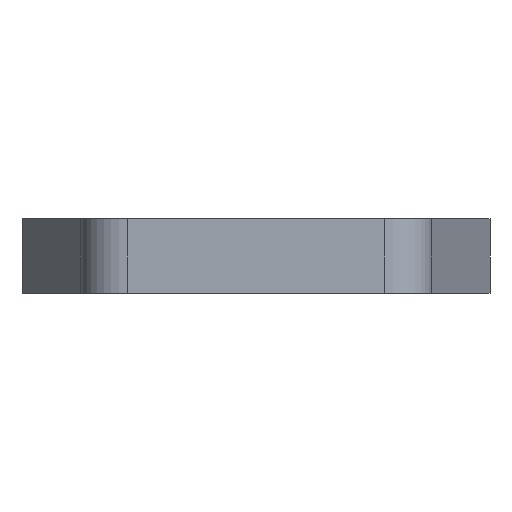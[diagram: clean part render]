
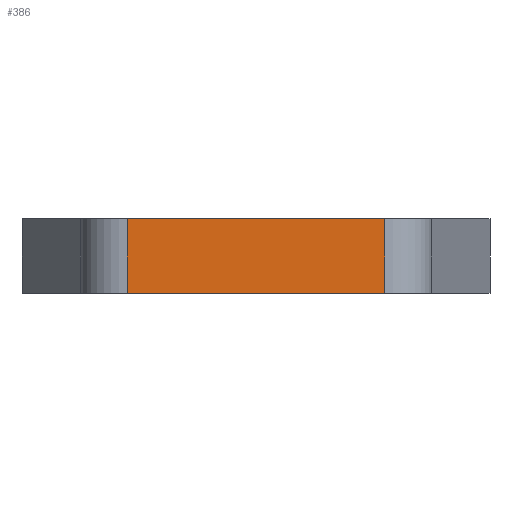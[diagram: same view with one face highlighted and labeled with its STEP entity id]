
A CAD part, front view. The second image highlights one B-rep face of the part: STEP entity #386.
In plain terms, the highlighted planar face has unit normal (0, -1, 0).
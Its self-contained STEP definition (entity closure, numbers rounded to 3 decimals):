
#386=ADVANCED_FACE('',(#525),#479,.T.);
#479=PLANE('',#2106);
#525=FACE_OUTER_BOUND('',#605,.T.);
#605=EDGE_LOOP('',(#867,#868,#869,#870));
#867=ORIENTED_EDGE('',*,*,#1595,.F.);
#868=ORIENTED_EDGE('',*,*,#1596,.T.);
#869=ORIENTED_EDGE('',*,*,#1597,.T.);
#870=ORIENTED_EDGE('',*,*,#1598,.T.);
#1395=VERTEX_POINT('',#3126);
#1396=VERTEX_POINT('',#3127);
#1397=VERTEX_POINT('',#3129);
#1398=VERTEX_POINT('',#3131);
#1595=EDGE_CURVE('',#1395,#1396,#1857,.T.);
#1596=EDGE_CURVE('',#1395,#1397,#1858,.T.);
#1597=EDGE_CURVE('',#1397,#1398,#1859,.T.);
#1598=EDGE_CURVE('',#1398,#1396,#1860,.T.);
#1857=LINE('',#3125,#2015);
#1858=LINE('',#3128,#2016);
#1859=LINE('',#3130,#2017);
#1860=LINE('',#3132,#2018);
#2015=VECTOR('',#2472,1.);
#2016=VECTOR('',#2473,1.);
#2017=VECTOR('',#2474,1.);
#2018=VECTOR('',#2475,1.);
#2106=AXIS2_PLACEMENT_3D('',#3133,#2476,#2477);
#2472=DIRECTION('',(-1.,0.,0.));
#2473=DIRECTION('',(0.,0.,1.));
#2474=DIRECTION('',(-1.,0.,0.));
#2475=DIRECTION('',(0.,0.,-1.));
#2476=DIRECTION('',(0.,-1.,0.));
#2477=DIRECTION('',(0.,0.,-1.));
#3125=CARTESIAN_POINT('',(15.,-3.84,0.));
#3126=CARTESIAN_POINT('',(11.,-3.84,0.));
#3127=CARTESIAN_POINT('',(-11.,-3.84,0.));
#3128=CARTESIAN_POINT('',(11.,-3.84,6.35));
#3129=CARTESIAN_POINT('',(11.,-3.84,6.35));
#3130=CARTESIAN_POINT('',(15.,-3.84,6.35));
#3131=CARTESIAN_POINT('',(-11.,-3.84,6.35));
#3132=CARTESIAN_POINT('',(-11.,-3.84,6.35));
#3133=CARTESIAN_POINT('',(15.,-3.84,6.35));
